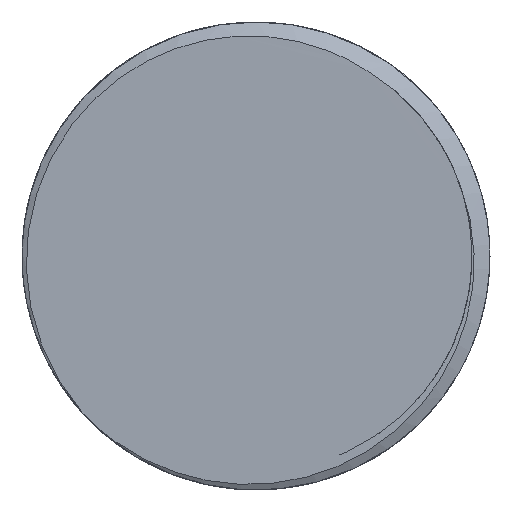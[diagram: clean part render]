
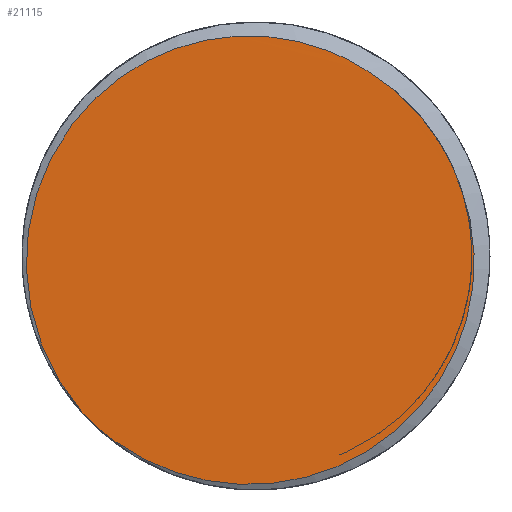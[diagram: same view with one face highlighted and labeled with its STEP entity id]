
A CAD part, left-side view. The second image highlights one B-rep face of the part: STEP entity #21115.
In plain terms, the highlighted free-form (B-spline) face has degree [1, 1] with [2, 2] control points.
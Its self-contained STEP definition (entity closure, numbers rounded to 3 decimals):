
#10304=CARTESIAN_POINT('',(25.002,-7.93,2.685));
#10305=VERTEX_POINT('',#10304);
#10319=CARTESIAN_POINT('',(25.,6.722,-6.088));
#10320=VERTEX_POINT('',#10319);
#10321=CARTESIAN_POINT('',(25.,-7.933,2.686));
#10322=CARTESIAN_POINT('',(25.,-9.3,-1.005));
#10323=CARTESIAN_POINT('',(25.,-7.92,-5.125));
#10324=CARTESIAN_POINT('',(25.,-1.061,-9.777));
#10325=CARTESIAN_POINT('',(25.,3.736,-9.212));
#10326=CARTESIAN_POINT('',(25.,6.722,-6.088));
#10327=B_SPLINE_CURVE_WITH_KNOTS('',3,(#10321,#10322,#10323,#10324,#10325,#10326),.UNSPECIFIED.,.F.,.U.,(4,2,4),(0.018,1.,2.082),.UNSPECIFIED.);
#10328=EDGE_CURVE('',#10305,#10320,#10327,.T.);
#20410=CARTESIAN_POINT('',(24.998,-4.263,7.206));
#20411=VERTEX_POINT('',#20410);
#20412=CARTESIAN_POINT('',(25.,6.722,-6.088));
#20413=CARTESIAN_POINT('',(25.,9.614,-2.717));
#20414=CARTESIAN_POINT('',(25.,9.635,2.218));
#20415=CARTESIAN_POINT('',(25.,3.99,8.753));
#20416=CARTESIAN_POINT('',(25.,-0.691,9.488));
#20417=CARTESIAN_POINT('',(25.,-4.264,7.208));
#20418=B_SPLINE_CURVE_WITH_KNOTS('',3,(#20412,#20413,#20414,#20415,#20416,#20417),.UNSPECIFIED.,.F.,.U.,(4,2,4),(0.,1.,1.965),.UNSPECIFIED.);
#20419=EDGE_CURVE('',#10320,#20411,#20418,.T.);
#21095=CARTESIAN_POINT('',(25.,-4.264,7.208));
#21096=CARTESIAN_POINT('',(25.,-6.937,5.627));
#21097=CARTESIAN_POINT('',(25.,-7.933,2.686));
#21098=(BOUNDED_CURVE()B_SPLINE_CURVE(2,(#21095,#21096,#21097),.CIRCULAR_ARC.,.F.,.U.)B_SPLINE_CURVE_WITH_KNOTS((3,3),(0.091,0.195),.UNSPECIFIED.)CURVE()GEOMETRIC_REPRESENTATION_ITEM()RATIONAL_B_SPLINE_CURVE((0.802,0.731,0.757))REPRESENTATION_ITEM(''));
#21099=EDGE_CURVE('',#20411,#10305,#21098,.T.);
#21105=CARTESIAN_POINT('',(25.,22.155,-60.));
#21106=CARTESIAN_POINT('',(25.,22.155,60.));
#21107=CARTESIAN_POINT('',(25.,-22.155,-60.));
#21108=CARTESIAN_POINT('',(25.,-22.155,60.));
#21109=B_SPLINE_SURFACE_WITH_KNOTS('',1,1,((#21105,#21106),(#21107,#21108)),.PLANE_SURF.,.F.,.F.,.U.,(2,2),(2,2),(0.,1.),(0.,1.),.UNSPECIFIED.);
#21110=ORIENTED_EDGE('',*,*,#21099,.F.);
#21111=ORIENTED_EDGE('',*,*,#20419,.F.);
#21112=ORIENTED_EDGE('',*,*,#10328,.F.);
#21113=EDGE_LOOP('',(#21110,#21111,#21112));
#21114=FACE_OUTER_BOUND('',#21113,.T.);
#21115=ADVANCED_FACE('',(#21114),#21109,.T.);
